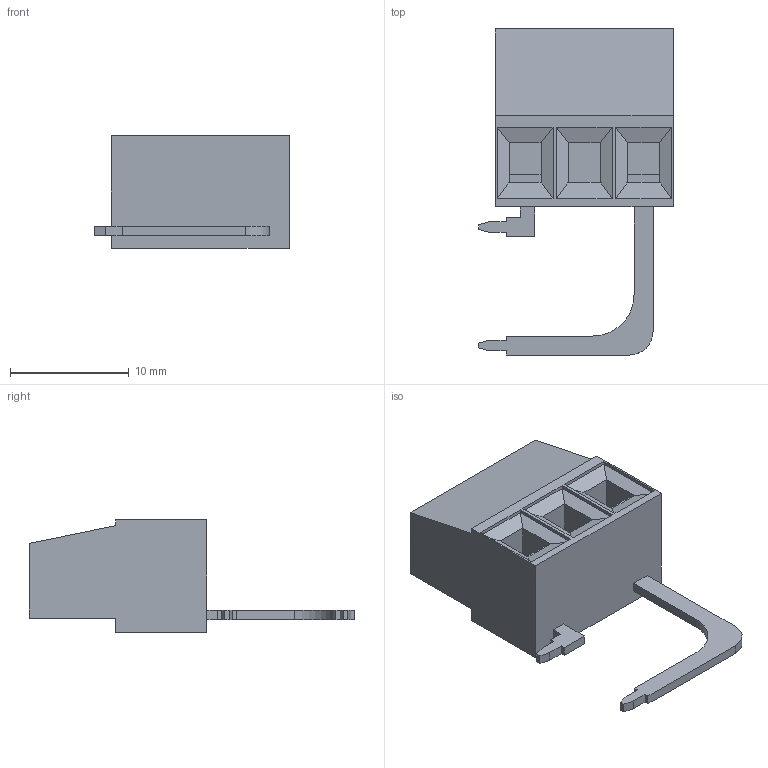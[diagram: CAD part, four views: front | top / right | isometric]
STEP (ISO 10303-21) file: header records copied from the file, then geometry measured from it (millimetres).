
FILE_DESCRIPTION(('STEP AP214'),'1');
FILE_NAME('ML252-10-S-LI.stp','2020-11-19T09:06:03',(' '),(' '),'Spatial InterOp 3D',' ',' ');
FILE_SCHEMA(('automotive_design'));
Length unit declared in the file: metre
Products named in the file (1): 1
Bounding box: 16.4 x 27.5 x 9.5 mm (x, y, z)
Volume: 1651.2 mm3; surface area: 1419.5 mm2
Topology: 1 solids, 1 shells, 135 faces, 349 edges, 227 vertices
Faces by surface type: plane 125, cylinder 10
Full cylindrical faces by diameter (mm): 3.8 x3
Entity records: 5088 total; most frequent: CARTESIAN_POINT 703, ORIENTED_EDGE 686, DIRECTION 641, EDGE_CURVE 343, LINE 317, VECTOR 317, VERTEX_POINT 224, AXIS2_PLACEMENT_3D 162
